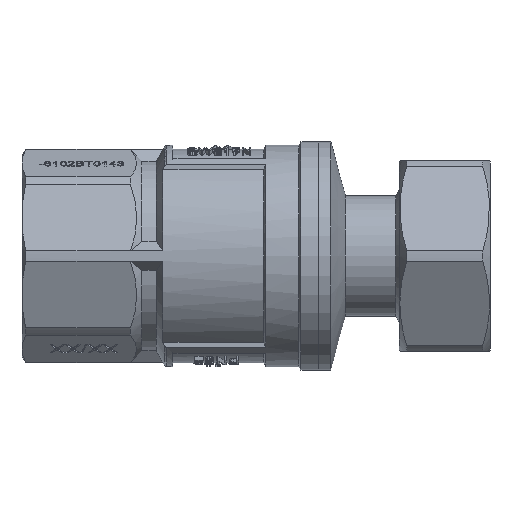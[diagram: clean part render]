
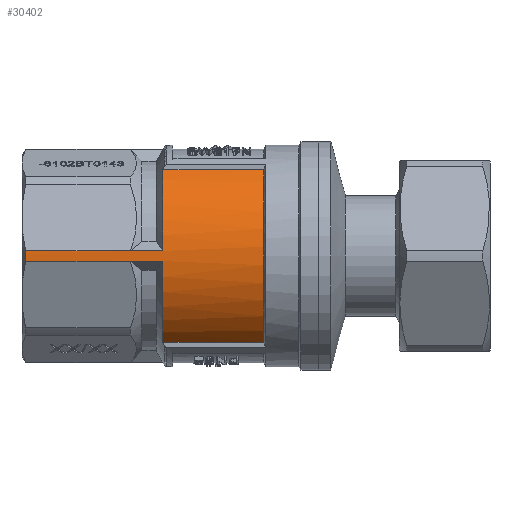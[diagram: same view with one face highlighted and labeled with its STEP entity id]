
A CAD part, front view. The second image highlights one B-rep face of the part: STEP entity #30402.
In plain terms, the highlighted cylindrical face has radius 21.25 mm (diameter 42.5 mm), a partial arc.
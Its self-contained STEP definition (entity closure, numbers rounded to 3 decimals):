
#1139=LINE('',#45498,#4448);
#1141=LINE('',#45545,#4450);
#1678=LINE('',#46928,#4987);
#1843=LINE('',#48645,#5152);
#1844=LINE('',#48646,#5153);
#1845=LINE('',#48647,#5154);
#4448=VECTOR('',#35325,1000.);
#4450=VECTOR('',#35331,1000.);
#4987=VECTOR('',#35940,1000.);
#5152=VECTOR('',#36175,1000.);
#5153=VECTOR('',#36176,1000.);
#5154=VECTOR('',#36177,1000.);
#9246=CYLINDRICAL_SURFACE('',#32330,21.25);
#10463=ORIENTED_EDGE('',*,*,#19276,.T.);
#10464=ORIENTED_EDGE('',*,*,#19470,.F.);
#10465=ORIENTED_EDGE('',*,*,#18812,.T.);
#10466=ORIENTED_EDGE('',*,*,#18697,.T.);
#10467=ORIENTED_EDGE('',*,*,#19471,.F.);
#10468=ORIENTED_EDGE('',*,*,#18802,.T.);
#10469=ORIENTED_EDGE('',*,*,#18690,.T.);
#10470=ORIENTED_EDGE('',*,*,#18649,.F.);
#10471=ORIENTED_EDGE('',*,*,#19472,.F.);
#10472=ORIENTED_EDGE('',*,*,#18799,.T.);
#18649=EDGE_CURVE('',#23233,#23234,#26277,.T.);
#18690=EDGE_CURVE('',#23270,#23234,#1139,.T.);
#18697=EDGE_CURVE('',#23272,#23275,#1141,.T.);
#18799=EDGE_CURVE('',#23374,#23373,#26311,.T.);
#18802=EDGE_CURVE('',#23376,#23270,#26314,.T.);
#18812=EDGE_CURVE('',#23383,#23272,#26320,.T.);
#19276=EDGE_CURVE('',#23373,#23837,#1678,.T.);
#19470=EDGE_CURVE('',#23383,#23837,#1843,.T.);
#19471=EDGE_CURVE('',#23376,#23275,#1844,.T.);
#19472=EDGE_CURVE('',#23374,#23233,#1845,.T.);
#23233=VERTEX_POINT('',#45264);
#23234=VERTEX_POINT('',#45265);
#23270=VERTEX_POINT('',#45499);
#23272=VERTEX_POINT('',#45520);
#23275=VERTEX_POINT('',#45544);
#23373=VERTEX_POINT('',#45837);
#23374=VERTEX_POINT('',#45839);
#23376=VERTEX_POINT('',#45845);
#23383=VERTEX_POINT('',#45910);
#23837=VERTEX_POINT('',#46927);
#26277=CIRCLE('',#32218,21.25);
#26311=CIRCLE('',#32270,21.25);
#26314=CIRCLE('',#32274,21.25);
#26320=CIRCLE('',#32281,21.25);
#26737=EDGE_LOOP('',(#10463,#10464,#10465,#10466,#10467,#10468,#10469,#10470,
#10471,#10472));
#28589=FACE_BOUND('',#26737,.T.);
#30402=ADVANCED_FACE('',(#28589),#9246,.T.);
#32218=AXIS2_PLACEMENT_3D('',#45263,#35235,#35236);
#32270=AXIS2_PLACEMENT_3D('',#45838,#35438,#35439);
#32274=AXIS2_PLACEMENT_3D('',#45844,#35446,#35447);
#32281=AXIS2_PLACEMENT_3D('',#45911,#35460,#35461);
#32330=AXIS2_PLACEMENT_3D('',#48644,#36173,#36174);
#35235=DIRECTION('',(1.,0.,0.));
#35236=DIRECTION('',(0.,-1.,0.));
#35325=DIRECTION('',(1.,0.,0.));
#35331=DIRECTION('',(1.,0.,0.));
#35438=DIRECTION('',(1.,0.,0.));
#35439=DIRECTION('',(0.,-1.,0.));
#35446=DIRECTION('',(1.,0.,0.));
#35447=DIRECTION('',(0.,-1.,0.));
#35460=DIRECTION('',(1.,0.,0.));
#35461=DIRECTION('',(0.,-0.924,-0.383));
#35940=DIRECTION('',(-1.,0.,0.));
#36173=DIRECTION('',(1.,0.,0.));
#36174=DIRECTION('',(0.,-0.924,-0.383));
#36175=DIRECTION('',(1.,0.,0.));
#36176=DIRECTION('',(-1.,0.,0.));
#36177=DIRECTION('',(1.,0.,0.));
#45263=CARTESIAN_POINT('',(6.,0.,0.));
#45264=CARTESIAN_POINT('',(6.,-12.5,17.185));
#45265=CARTESIAN_POINT('',(6.,-12.5,-17.185));
#45498=CARTESIAN_POINT('',(-14.,-12.5,-17.185));
#45499=CARTESIAN_POINT('',(-14.001,-12.5,-17.185));
#45520=CARTESIAN_POINT('',(-41.278,-21.226,-1.02));
#45544=CARTESIAN_POINT('',(-20.461,-21.226,-1.02));
#45545=CARTESIAN_POINT('',(-30.,-21.226,-1.02));
#45837=CARTESIAN_POINT('',(-14.001,-21.226,1.02));
#45838=CARTESIAN_POINT('',(-14.001,0.,0.));
#45839=CARTESIAN_POINT('',(-14.001,-12.5,17.185));
#45844=CARTESIAN_POINT('',(-14.001,0.,0.));
#45845=CARTESIAN_POINT('',(-14.001,-21.226,-1.02));
#45910=CARTESIAN_POINT('',(-41.278,-21.226,1.02));
#45911=CARTESIAN_POINT('',(-41.278,0.,0.));
#46927=CARTESIAN_POINT('',(-20.461,-21.226,1.02));
#46928=CARTESIAN_POINT('',(-18.,-21.226,1.02));
#48644=CARTESIAN_POINT('',(-14.,0.,0.));
#48645=CARTESIAN_POINT('',(-30.,-21.226,1.02));
#48646=CARTESIAN_POINT('',(-18.,-21.226,-1.02));
#48647=CARTESIAN_POINT('',(-14.,-12.5,17.185));
